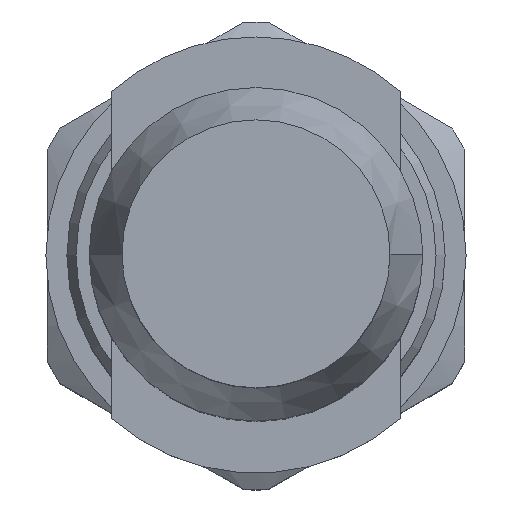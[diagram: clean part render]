
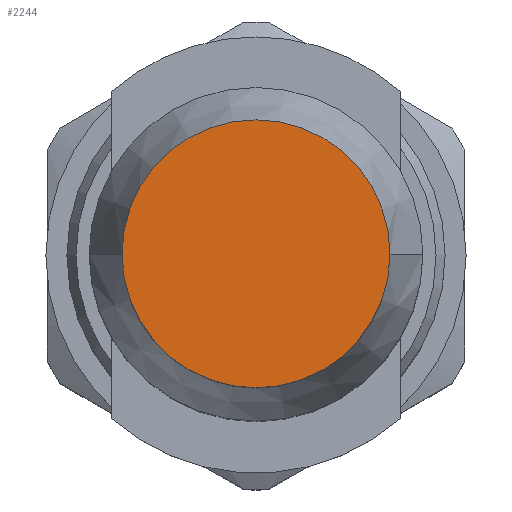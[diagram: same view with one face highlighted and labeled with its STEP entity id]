
A CAD part, top view. The second image highlights one B-rep face of the part: STEP entity #2244.
In plain terms, the highlighted planar face has unit normal (0, 0, 1).
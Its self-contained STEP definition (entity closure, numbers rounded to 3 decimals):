
#140 = CARTESIAN_POINT ( 'NONE',  ( 0., 0., 0. ) ) ;
#272 = FACE_OUTER_BOUND ( 'NONE', #1330, .T. ) ;
#324 = PLANE ( 'NONE',  #2628 ) ;
#336 = CIRCLE ( 'NONE', #1897, 2.55 ) ;
#444 = VERTEX_POINT ( 'NONE', #2615 ) ;
#563 = AXIS2_PLACEMENT_3D ( 'NONE', #1082, #1549, #2897 ) ;
#571 = ORIENTED_EDGE ( 'NONE', *, *, #1220, .F. ) ;
#785 = DIRECTION ( 'NONE',  ( -1., 0., 0. ) ) ;
#952 = EDGE_CURVE ( 'NONE', #444, #1753, #1391, .T. ) ;
#998 = DIRECTION ( 'NONE',  ( -1., 0., 0. ) ) ;
#1082 = CARTESIAN_POINT ( 'NONE',  ( 0., 0., 0. ) ) ;
#1220 = EDGE_CURVE ( 'NONE', #1753, #444, #336, .T. ) ;
#1330 = EDGE_LOOP ( 'NONE', ( #571, #2630 ) ) ;
#1391 = CIRCLE ( 'NONE', #563, 2.55 ) ;
#1549 = DIRECTION ( 'NONE',  ( 0., 0., -1. ) ) ;
#1753 = VERTEX_POINT ( 'NONE', #2212 ) ;
#1897 = AXIS2_PLACEMENT_3D ( 'NONE', #140, #2322, #998 ) ;
#1934 = CARTESIAN_POINT ( 'NONE',  ( 0., 2.125, 0. ) ) ;
#2150 = DIRECTION ( 'NONE',  ( 0., 0., -1. ) ) ;
#2212 = CARTESIAN_POINT ( 'NONE',  ( -2.55, 0., 0. ) ) ;
#2244 = ADVANCED_FACE ( 'NONE', ( #272 ), #324, .F. ) ;
#2322 = DIRECTION ( 'NONE',  ( 0., 0., -1. ) ) ;
#2615 = CARTESIAN_POINT ( 'NONE',  ( 2.55, 0., 0. ) ) ;
#2628 = AXIS2_PLACEMENT_3D ( 'NONE', #1934, #2150, #785 ) ;
#2630 = ORIENTED_EDGE ( 'NONE', *, *, #952, .F. ) ;
#2897 = DIRECTION ( 'NONE',  ( -1., 0., 0. ) ) ;
